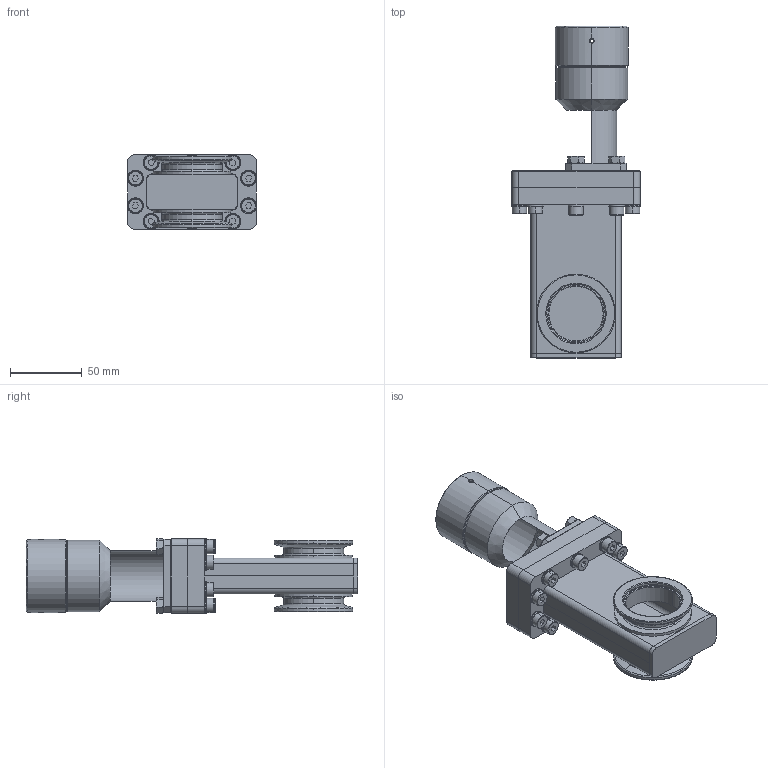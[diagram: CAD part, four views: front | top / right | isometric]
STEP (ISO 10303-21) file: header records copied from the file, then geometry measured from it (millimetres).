
FILE_DESCRIPTION (( 'STEP AP214' ), '1' );
FILE_NAME ('Hositrad_HOGVB-KF40-M.STEP', '2020-07-14T09:06:49', ( '' ), ( '' ), 'SwSTEP 2.0', 'SolidWorks 2020', '' );
FILE_SCHEMA (( 'AUTOMOTIVE_DESIGN' ));
Length unit declared in the file: millimetre
Products named in the file (1): Hositrad_HOGVB-KF40-M
Bounding box: 90 x 231.8 x 52.1 mm (x, y, z)
Surface area: 70762.9 mm2 (no closed solid volume)
Topology: 0 solids, 48 shells, 441 faces, 1255 edges, 836 vertices
Faces by surface type: plane 186, cylinder 112, cone 90, bspline 53
Entity records: 23168 total; most frequent: CARTESIAN_POINT 12279, DIRECTION 2152, ORIENTED_EDGE 2068, EDGE_CURVE 1241, VERTEX_POINT 834, AXIS2_PLACEMENT_3D 805, LINE 542, VECTOR 542
